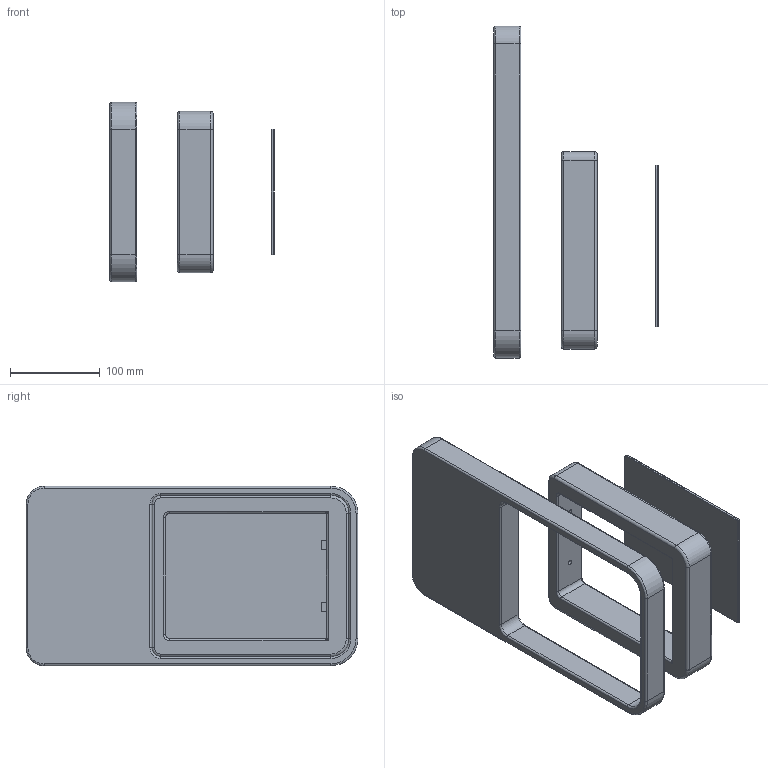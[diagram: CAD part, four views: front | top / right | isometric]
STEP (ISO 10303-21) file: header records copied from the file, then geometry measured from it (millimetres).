
FILE_DESCRIPTION(/* description */ (''),/* implementation_level */ '2;1');
FILE_NAME(/* name */ 'Render_mirrunis_door .step',/* time_stamp */ '2019-02-06T12:15:36+08:00',/* author */ ('piaoliangsita'),/* organization */ (''),/* preprocessor_version */ 'ST-DEVELOPER v17.2',/* originating_system */ 'Autodesk Translation Framework v7.6.0.251',/* authorisation */ '');
FILE_SCHEMA (('AUTOMOTIVE_DESIGN { 1 0 10303 214 3 1 1 }'));
Length unit declared in the file: millimetre
Products named in the file (8): Render_mirrunis_door; frame window1; stop pivots; stop pivots (1); glass; sprint1; sprint2; Component7
Assembly tree (7 placements, depth 2):
  Render_mirrunis_door
    frame window1
    stop pivots
    stop pivots (1)
    glass
    sprint1
    sprint2
    Component7
Bounding box: 183 x 370 x 200 mm (x, y, z)
Volume: 1656441.4 mm3; surface area: 257184.4 mm2
Topology: 7 solids, 7 shells, 216 faces, 448 edges, 244 vertices
Faces by surface type: cylinder 100, plane 54, torus 32, sphere 24, bspline 6
Full cylindrical faces by diameter (mm): 5 x2
Entity records: 6786 total; most frequent: CARTESIAN_POINT 1850, DIRECTION 1120, ORIENTED_EDGE 888, AXIS2_PLACEMENT_3D 453, EDGE_CURVE 444, VERTEX_POINT 244, EDGE_LOOP 226, FACE_OUTER_BOUND 216
